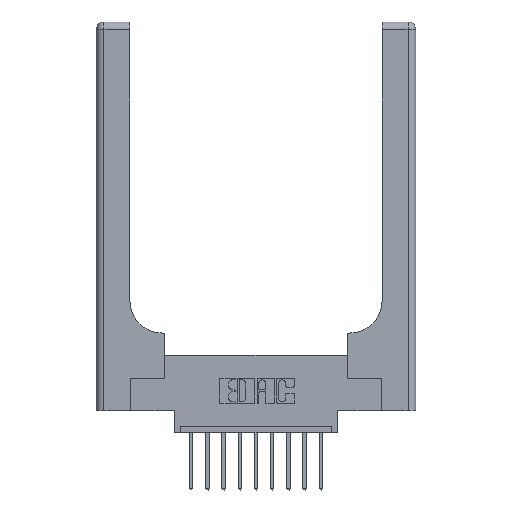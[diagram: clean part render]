
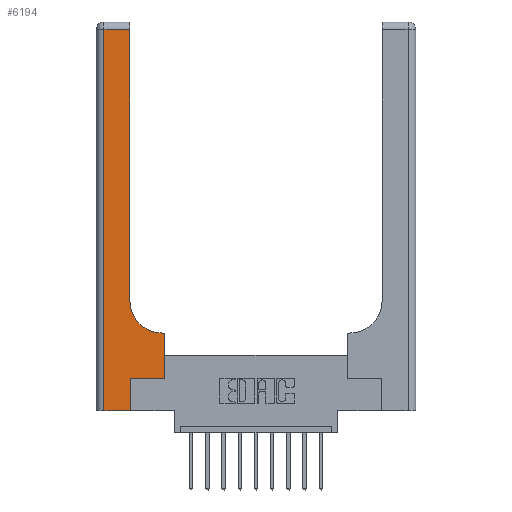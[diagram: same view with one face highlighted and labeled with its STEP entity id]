
A CAD part, top view. The second image highlights one B-rep face of the part: STEP entity #6194.
In plain terms, the highlighted planar face has unit normal (0, 0, 1).
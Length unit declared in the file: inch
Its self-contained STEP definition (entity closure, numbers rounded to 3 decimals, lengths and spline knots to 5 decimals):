
#107 = LINE ( 'NONE', #12040, #12733 ) ;
#223 = ORIENTED_EDGE ( 'NONE', *, *, #11541, .T. ) ;
#396 = CARTESIAN_POINT ( 'NONE',  ( 0.06, 3., 0.37 ) ) ;
#412 = VERTEX_POINT ( 'NONE', #6260 ) ;
#468 = VERTEX_POINT ( 'NONE', #13884 ) ;
#826 = EDGE_LOOP ( 'NONE', ( #1112, #976, #223, #14277, #11874, #12878, #7795, #4372, #7333 ) ) ;
#850 = EDGE_CURVE ( 'NONE', #14353, #3570, #5746, .T. ) ;
#976 = ORIENTED_EDGE ( 'NONE', *, *, #1757, .T. ) ;
#1037 = FACE_OUTER_BOUND ( 'NONE', #826, .T. ) ;
#1076 = DIRECTION ( 'NONE',  ( -1., 0., 0. ) ) ;
#1112 = ORIENTED_EDGE ( 'NONE', *, *, #850, .T. ) ;
#1224 = VERTEX_POINT ( 'NONE', #12408 ) ;
#1400 = CARTESIAN_POINT ( 'NONE',  ( 0.51, 0.85, 0.37 ) ) ;
#1403 = LINE ( 'NONE', #3783, #6997 ) ;
#1589 = LINE ( 'NONE', #11350, #3931 ) ;
#1757 = EDGE_CURVE ( 'NONE', #3570, #1224, #107, .T. ) ;
#2057 = LINE ( 'NONE', #15639, #2176 ) ;
#2176 = VECTOR ( 'NONE', #3324, 39.37008 ) ;
#2355 = VECTOR ( 'NONE', #10509, 39.37008 ) ;
#2669 = CIRCLE ( 'NONE', #4704, 0.25 ) ;
#3324 = DIRECTION ( 'NONE',  ( 0., 1., 0. ) ) ;
#3326 = CARTESIAN_POINT ( 'NONE',  ( 0.265, 0.25, 0.37 ) ) ;
#3521 = CARTESIAN_POINT ( 'NONE',  ( 0.06, 0., 0.37 ) ) ;
#3570 = VERTEX_POINT ( 'NONE', #10372 ) ;
#3739 = VECTOR ( 'NONE', #5247, 39.37008 ) ;
#3783 = CARTESIAN_POINT ( 'NONE',  ( 0.265, 0.25, 0.37 ) ) ;
#3848 = EDGE_CURVE ( 'NONE', #9974, #6606, #11557, .T. ) ;
#3931 = VECTOR ( 'NONE', #6376, 39.37008 ) ;
#4224 = CARTESIAN_POINT ( 'NONE',  ( 0., 0., 0.37 ) ) ;
#4372 = ORIENTED_EDGE ( 'NONE', *, *, #3848, .T. ) ;
#4690 = CARTESIAN_POINT ( 'NONE',  ( 0., 3., 0.37 ) ) ;
#4704 = AXIS2_PLACEMENT_3D ( 'NONE', #1400, #13655, #15717 ) ;
#5068 = DIRECTION ( 'NONE',  ( 1., 0., 0. ) ) ;
#5247 = DIRECTION ( 'NONE',  ( 0., -1., 0. ) ) ;
#5746 = LINE ( 'NONE', #10568, #11231 ) ;
#5888 = PLANE ( 'NONE',  #7250 ) ;
#6194 = ADVANCED_FACE ( 'NONE', ( #1037 ), #5888, .F. ) ;
#6260 = CARTESIAN_POINT ( 'NONE',  ( 0.265, 0., 0.37 ) ) ;
#6376 = DIRECTION ( 'NONE',  ( 0., 1., 0. ) ) ;
#6606 = VERTEX_POINT ( 'NONE', #14443 ) ;
#6704 = EDGE_CURVE ( 'NONE', #6606, #14353, #2669, .T. ) ;
#6805 = DIRECTION ( 'NONE',  ( 0., 1., 0. ) ) ;
#6997 = VECTOR ( 'NONE', #5068, 39.37008 ) ;
#7250 = AXIS2_PLACEMENT_3D ( 'NONE', #4690, #13057, #9582 ) ;
#7333 = ORIENTED_EDGE ( 'NONE', *, *, #6704, .T. ) ;
#7795 = ORIENTED_EDGE ( 'NONE', *, *, #7913, .T. ) ;
#7913 = EDGE_CURVE ( 'NONE', #468, #9974, #2057, .T. ) ;
#8098 = EDGE_CURVE ( 'NONE', #10434, #468, #1403, .T. ) ;
#8936 = VECTOR ( 'NONE', #9123, 39.37008 ) ;
#8964 = CARTESIAN_POINT ( 'NONE',  ( 0.528, 0.6, 0.37 ) ) ;
#9093 = EDGE_CURVE ( 'NONE', #412, #10434, #1589, .T. ) ;
#9123 = DIRECTION ( 'NONE',  ( 1., 0., 0. ) ) ;
#9582 = DIRECTION ( 'NONE',  ( -1., 0., 0. ) ) ;
#9974 = VERTEX_POINT ( 'NONE', #8964 ) ;
#10372 = CARTESIAN_POINT ( 'NONE',  ( 0.26, 2.94, 0.37 ) ) ;
#10434 = VERTEX_POINT ( 'NONE', #3326 ) ;
#10509 = DIRECTION ( 'NONE',  ( -1., 0., 0. ) ) ;
#10568 = CARTESIAN_POINT ( 'NONE',  ( 0.26, 3., 0.37 ) ) ;
#10818 = VERTEX_POINT ( 'NONE', #3521 ) ;
#11231 = VECTOR ( 'NONE', #6805, 39.37008 ) ;
#11350 = CARTESIAN_POINT ( 'NONE',  ( 0.265, 0., 0.37 ) ) ;
#11541 = EDGE_CURVE ( 'NONE', #1224, #10818, #14863, .T. ) ;
#11557 = LINE ( 'NONE', #15215, #2355 ) ;
#11874 = ORIENTED_EDGE ( 'NONE', *, *, #9093, .T. ) ;
#11924 = LINE ( 'NONE', #4224, #8936 ) ;
#12040 = CARTESIAN_POINT ( 'NONE',  ( 0., 2.94, 0.37 ) ) ;
#12408 = CARTESIAN_POINT ( 'NONE',  ( 0.06, 2.94, 0.37 ) ) ;
#12733 = VECTOR ( 'NONE', #1076, 39.37008 ) ;
#12878 = ORIENTED_EDGE ( 'NONE', *, *, #8098, .T. ) ;
#13057 = DIRECTION ( 'NONE',  ( 0., 0., -1. ) ) ;
#13500 = CARTESIAN_POINT ( 'NONE',  ( 0.26, 0.85, 0.37 ) ) ;
#13655 = DIRECTION ( 'NONE',  ( 0., 0., -1. ) ) ;
#13781 = EDGE_CURVE ( 'NONE', #10818, #412, #11924, .T. ) ;
#13884 = CARTESIAN_POINT ( 'NONE',  ( 0.528, 0.25, 0.37 ) ) ;
#14277 = ORIENTED_EDGE ( 'NONE', *, *, #13781, .T. ) ;
#14353 = VERTEX_POINT ( 'NONE', #13500 ) ;
#14443 = CARTESIAN_POINT ( 'NONE',  ( 0.51, 0.6, 0.37 ) ) ;
#14863 = LINE ( 'NONE', #396, #3739 ) ;
#15215 = CARTESIAN_POINT ( 'NONE',  ( 0.26, 0.6, 0.37 ) ) ;
#15639 = CARTESIAN_POINT ( 'NONE',  ( 0.528, 0.25, 0.37 ) ) ;
#15717 = DIRECTION ( 'NONE',  ( 1., 0., 0. ) ) ;
